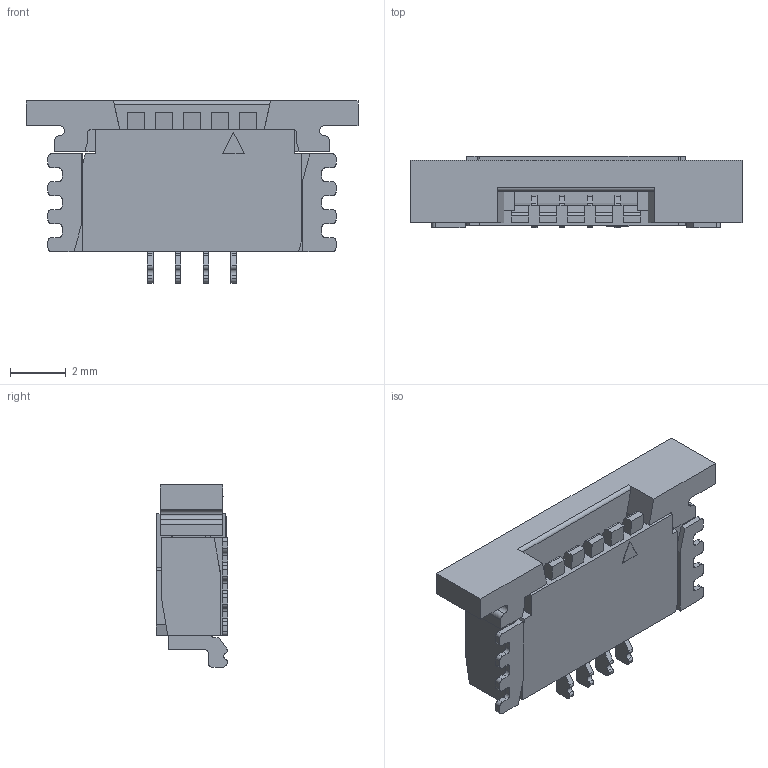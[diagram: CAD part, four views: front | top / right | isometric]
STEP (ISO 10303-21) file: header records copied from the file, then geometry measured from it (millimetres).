
FILE_DESCRIPTION(('STEP AP242'),'1');
FILE_NAME('84952-4.stp','2022-07-28T13:13:19',('TraceParts'),('TraceParts S.A.'),'Spatial InterOp 3D',' ',' ');
FILE_SCHEMA(('AP242_MANAGED_MODEL_BASED_3D_ENGINEERING_MIM_LF {1 0 10303 442 1 1 4}'));
Length unit declared in the file: millimetre
Products named in the file (1): 84952-4
Bounding box: 11.92 x 2.56 x 6.54 mm (x, y, z)
Volume: 106.1 mm3; surface area: 346.7 mm2
Topology: 1 solids, 1 shells, 381 faces, 1112 edges, 730 vertices
Faces by surface type: plane 281, cylinder 100
Entity records: 12555 total; most frequent: CARTESIAN_POINT 2240, ORIENTED_EDGE 2224, DIRECTION 2072, EDGE_CURVE 1112, LINE 912, VECTOR 912, VERTEX_POINT 730, AXIS2_PLACEMENT_3D 580
